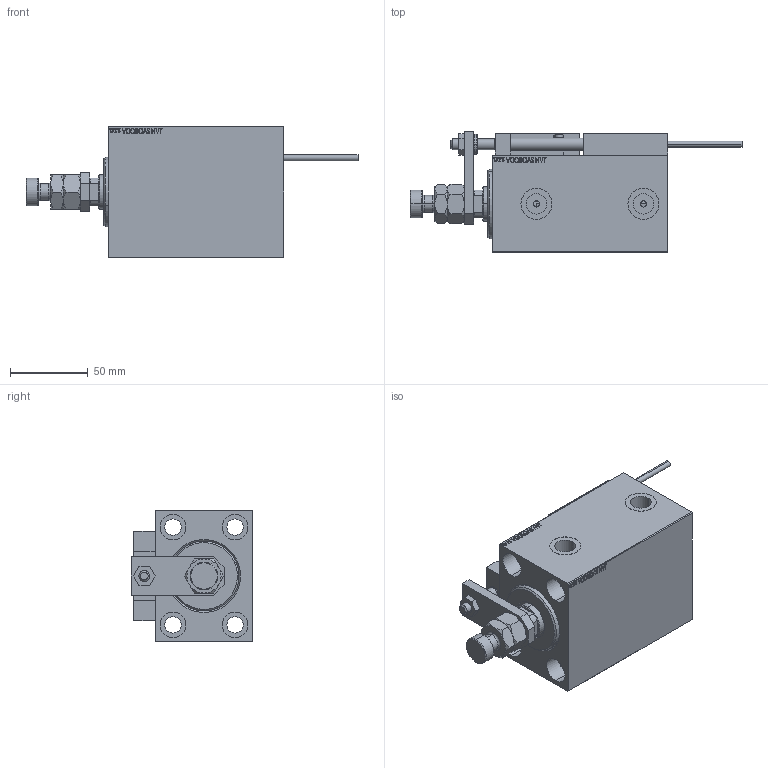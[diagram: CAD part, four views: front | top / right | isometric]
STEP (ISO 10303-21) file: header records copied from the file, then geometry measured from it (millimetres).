
FILE_DESCRIPTION (( 'STEP AP203' ), '1' );
FILE_NAME ('16e8.STEP', '2021-11-01T14:32:57', ( '' ), ( '' ), 'SwSTEP 2.0', 'SolidWorks 2019', '' );
FILE_SCHEMA (( 'CONFIG_CONTROL_DESIGN' ));
Length unit declared in the file: millimetre
Products named in the file (16): Block ff932b3b0312e43c205f71d0e6f3d381; SWITCH X ff932b3b0312e43c205f71d0e6f3d381; ALLEN BOLT D5 ff932b3b0312e43c205f71d0e6f3d381; V450CM_C_VCP ff932b3b0312e43c205f71d0e6f3d381; V450CM_VC_B ff932b3b0312e43c205f71d0e6f3d381; SWITCH DIM B,W ff932b3b0312e43c205f71d0e6f3d381; X_Y_MFA ff932b3b0312e43c205f71d0e6f3d381; TYC_L79 ff932b3b0312e43c205f71d0e6f3d381; MAGNET ff932b3b0312e43c205f71d0e6f3d381; 16e8; ZARAZKA ff932b3b0312e43c205f71d0e6f3d381; KONCOVKA ff932b3b0312e43c205f71d0e6f3d381; SWITCH_X_FRONT_BACK ff932b3b0312e43c205f71d0e6f3d381; ALLEN BOLT D8 ff932b3b0312e43c205f71d0e6f3d381; NUT_D12 ff932b3b0312e43c205f71d0e6f3d381; V450CM_C ff932b3b0312e43c205f71d0e6f3d381
Assembly tree (25 placements, depth 3):
  16e8
    V450CM_C ff932b3b0312e43c205f71d0e6f3d381
    SWITCH X ff932b3b0312e43c205f71d0e6f3d381
      SWITCH_X_FRONT_BACK ff932b3b0312e43c205f71d0e6f3d381  x2
      TYC_L79 ff932b3b0312e43c205f71d0e6f3d381
      Block ff932b3b0312e43c205f71d0e6f3d381  x2
      ALLEN BOLT D5 ff932b3b0312e43c205f71d0e6f3d381  x4
      ALLEN BOLT D8 ff932b3b0312e43c205f71d0e6f3d381  x4
      MAGNET ff932b3b0312e43c205f71d0e6f3d381  x2
      KONCOVKA ff932b3b0312e43c205f71d0e6f3d381  x2
    NUT_D12 ff932b3b0312e43c205f71d0e6f3d381
    SWITCH DIM B,W ff932b3b0312e43c205f71d0e6f3d381
    ZARAZKA ff932b3b0312e43c205f71d0e6f3d381
    V450CM_C_VCP ff932b3b0312e43c205f71d0e6f3d381
    V450CM_VC_B ff932b3b0312e43c205f71d0e6f3d381
    X_Y_MFA ff932b3b0312e43c205f71d0e6f3d381
Bounding box: 214 x 78.5 x 85 mm (x, y, z)
Volume: 568746.2 mm3; surface area: 125012.8 mm2
Topology: 24 solids, 24 shells, 1351 faces, 3220 edges, 2049 vertices
Faces by surface type: plane 581, bspline 380, cylinder 204, cone 134, torus 48, sphere 4
Entity records: 52590 total; most frequent: CARTESIAN_POINT 26772, ORIENTED_EDGE 5460, DIRECTION 3752, EDGE_CURVE 2730, VERTEX_POINT 1773, LINE 1522, VECTOR 1522, EDGE_LOOP 1269
